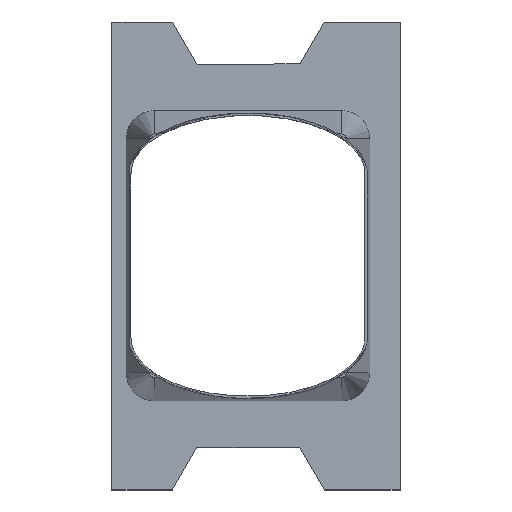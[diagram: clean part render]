
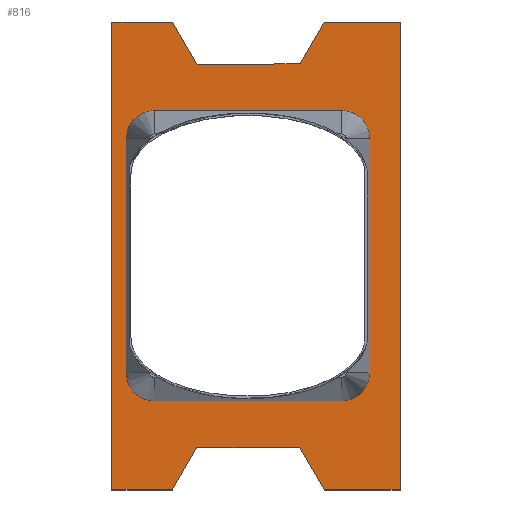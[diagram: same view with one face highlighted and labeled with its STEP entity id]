
A CAD part, top view. The second image highlights one B-rep face of the part: STEP entity #816.
In plain terms, the highlighted planar face has unit normal (0, 0, 1).
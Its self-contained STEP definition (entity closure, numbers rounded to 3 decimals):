
#21=FACE_BOUND('',#145,.T.);
#57=PLANE('',#885);
#99=FACE_OUTER_BOUND('',#144,.T.);
#144=EDGE_LOOP('',(#668,#669,#670,#671,#672,#673,#674,#675,#676,#677,#678,
#679,#680,#681));
#145=EDGE_LOOP('',(#682,#683,#684,#685,#686,#687,#688,#689));
#176=CIRCLE('',#869,1.2);
#177=CIRCLE('',#872,1.2);
#178=CIRCLE('',#880,1.2);
#179=CIRCLE('',#883,1.2);
#180=CIRCLE('',#886,8.5);
#205=LINE('',#1271,#293);
#209=LINE('',#1280,#297);
#218=LINE('',#1397,#306);
#221=LINE('',#1405,#309);
#222=LINE('',#1412,#310);
#223=LINE('',#1416,#311);
#224=LINE('',#1418,#312);
#225=LINE('',#1420,#313);
#226=LINE('',#1422,#314);
#227=LINE('',#1424,#315);
#228=LINE('',#1426,#316);
#229=LINE('',#1428,#317);
#230=LINE('',#1430,#318);
#231=LINE('',#1432,#319);
#232=LINE('',#1434,#320);
#233=LINE('',#1436,#321);
#234=LINE('',#1437,#322);
#293=VECTOR('',#969,10.);
#297=VECTOR('',#979,10.);
#306=VECTOR('',#1004,10.);
#309=VECTOR('',#1013,10.);
#310=VECTOR('',#1022,10.);
#311=VECTOR('',#1025,10.);
#312=VECTOR('',#1026,10.);
#313=VECTOR('',#1027,10.);
#314=VECTOR('',#1028,10.);
#315=VECTOR('',#1029,10.);
#316=VECTOR('',#1030,10.);
#317=VECTOR('',#1031,10.);
#318=VECTOR('',#1032,10.);
#319=VECTOR('',#1033,10.);
#320=VECTOR('',#1034,10.);
#321=VECTOR('',#1035,10.);
#322=VECTOR('',#1036,10.);
#386=VERTEX_POINT('',#1268);
#387=VERTEX_POINT('',#1270);
#388=VERTEX_POINT('',#1274);
#389=VERTEX_POINT('',#1278);
#390=VERTEX_POINT('',#1282);
#395=VERTEX_POINT('',#1395);
#396=VERTEX_POINT('',#1399);
#397=VERTEX_POINT('',#1403);
#398=VERTEX_POINT('',#1410);
#399=VERTEX_POINT('',#1411);
#400=VERTEX_POINT('',#1413);
#401=VERTEX_POINT('',#1415);
#402=VERTEX_POINT('',#1417);
#403=VERTEX_POINT('',#1419);
#404=VERTEX_POINT('',#1421);
#405=VERTEX_POINT('',#1423);
#406=VERTEX_POINT('',#1425);
#407=VERTEX_POINT('',#1427);
#408=VERTEX_POINT('',#1429);
#409=VERTEX_POINT('',#1431);
#410=VERTEX_POINT('',#1433);
#411=VERTEX_POINT('',#1435);
#471=EDGE_CURVE('',#387,#386,#205,.T.);
#474=EDGE_CURVE('',#386,#388,#176,.T.);
#476=EDGE_CURVE('',#388,#389,#209,.T.);
#478=EDGE_CURVE('',#389,#390,#177,.T.);
#492=EDGE_CURVE('',#390,#395,#218,.T.);
#494=EDGE_CURVE('',#395,#396,#178,.T.);
#496=EDGE_CURVE('',#396,#397,#221,.T.);
#497=EDGE_CURVE('',#397,#387,#179,.T.);
#498=EDGE_CURVE('',#398,#399,#222,.T.);
#499=EDGE_CURVE('',#398,#400,#180,.T.);
#500=EDGE_CURVE('',#401,#400,#223,.T.);
#501=EDGE_CURVE('',#402,#401,#224,.T.);
#502=EDGE_CURVE('',#403,#402,#225,.T.);
#503=EDGE_CURVE('',#404,#403,#226,.T.);
#504=EDGE_CURVE('',#405,#404,#227,.T.);
#505=EDGE_CURVE('',#406,#405,#228,.T.);
#506=EDGE_CURVE('',#407,#406,#229,.T.);
#507=EDGE_CURVE('',#408,#407,#230,.T.);
#508=EDGE_CURVE('',#409,#408,#231,.T.);
#509=EDGE_CURVE('',#410,#409,#232,.T.);
#510=EDGE_CURVE('',#411,#410,#233,.T.);
#511=EDGE_CURVE('',#399,#411,#234,.T.);
#668=ORIENTED_EDGE('',*,*,#498,.F.);
#669=ORIENTED_EDGE('',*,*,#499,.T.);
#670=ORIENTED_EDGE('',*,*,#500,.F.);
#671=ORIENTED_EDGE('',*,*,#501,.F.);
#672=ORIENTED_EDGE('',*,*,#502,.F.);
#673=ORIENTED_EDGE('',*,*,#503,.F.);
#674=ORIENTED_EDGE('',*,*,#504,.F.);
#675=ORIENTED_EDGE('',*,*,#505,.F.);
#676=ORIENTED_EDGE('',*,*,#506,.F.);
#677=ORIENTED_EDGE('',*,*,#507,.F.);
#678=ORIENTED_EDGE('',*,*,#508,.F.);
#679=ORIENTED_EDGE('',*,*,#509,.F.);
#680=ORIENTED_EDGE('',*,*,#510,.F.);
#681=ORIENTED_EDGE('',*,*,#511,.F.);
#682=ORIENTED_EDGE('',*,*,#476,.T.);
#683=ORIENTED_EDGE('',*,*,#478,.T.);
#684=ORIENTED_EDGE('',*,*,#492,.T.);
#685=ORIENTED_EDGE('',*,*,#494,.T.);
#686=ORIENTED_EDGE('',*,*,#496,.T.);
#687=ORIENTED_EDGE('',*,*,#497,.T.);
#688=ORIENTED_EDGE('',*,*,#471,.T.);
#689=ORIENTED_EDGE('',*,*,#474,.T.);
#816=ADVANCED_FACE('',(#99,#21),#57,.F.);
#869=AXIS2_PLACEMENT_3D('',#1276,#974,#975);
#872=AXIS2_PLACEMENT_3D('',#1284,#983,#984);
#880=AXIS2_PLACEMENT_3D('',#1401,#1008,#1009);
#883=AXIS2_PLACEMENT_3D('',#1407,#1016,#1017);
#885=AXIS2_PLACEMENT_3D('',#1409,#1020,#1021);
#886=AXIS2_PLACEMENT_3D('',#1414,#1023,#1024);
#969=DIRECTION('',(0.,1.,0.));
#974=DIRECTION('center_axis',(0.,0.,-1.));
#975=DIRECTION('ref_axis',(-1.,0.,0.));
#979=DIRECTION('',(1.,0.,0.));
#983=DIRECTION('center_axis',(0.,0.,-1.));
#984=DIRECTION('ref_axis',(0.,1.,0.));
#1004=DIRECTION('',(0.,-1.,0.));
#1008=DIRECTION('center_axis',(0.,0.,-1.));
#1009=DIRECTION('ref_axis',(1.,0.,0.));
#1013=DIRECTION('',(-1.,0.,0.));
#1016=DIRECTION('center_axis',(0.,0.,-1.));
#1017=DIRECTION('ref_axis',(0.,-1.,0.));
#1020=DIRECTION('center_axis',(0.,0.,-1.));
#1021=DIRECTION('ref_axis',(1.,0.,0.));
#1022=DIRECTION('',(0.,1.,0.));
#1023=DIRECTION('center_axis',(0.,0.,-1.));
#1024=DIRECTION('ref_axis',(1.,0.004,0.));
#1025=DIRECTION('',(0.,1.,0.));
#1026=DIRECTION('',(-1.,0.,0.));
#1027=DIRECTION('',(-0.499,-0.867,0.));
#1028=DIRECTION('',(-1.,-0.002,0.));
#1029=DIRECTION('',(-0.501,0.865,0.));
#1030=DIRECTION('',(-1.,0.,0.));
#1031=DIRECTION('',(0.,-1.,0.));
#1032=DIRECTION('',(1.,0.,0.));
#1033=DIRECTION('',(0.496,0.868,0.));
#1034=DIRECTION('',(1.,0.004,0.));
#1035=DIRECTION('',(0.504,-0.864,0.));
#1036=DIRECTION('',(1.,0.,0.));
#1268=CARTESIAN_POINT('',(-5.2,5.,-29.55));
#1270=CARTESIAN_POINT('',(-5.2,-5.,-29.55));
#1271=CARTESIAN_POINT('',(-5.2,2.498,-29.55));
#1274=CARTESIAN_POINT('',(-4.,6.2,-29.55));
#1276=CARTESIAN_POINT('Origin',(-4.,5.,-29.55));
#1278=CARTESIAN_POINT('',(4.,6.2,-29.55));
#1280=CARTESIAN_POINT('',(2.172,6.2,-29.55));
#1282=CARTESIAN_POINT('',(5.2,5.,-29.55));
#1284=CARTESIAN_POINT('Origin',(4.,5.,-29.55));
#1395=CARTESIAN_POINT('',(5.2,-5.,-29.55));
#1397=CARTESIAN_POINT('',(5.2,-2.502,-29.55));
#1399=CARTESIAN_POINT('',(4.,-6.2,-29.55));
#1401=CARTESIAN_POINT('Origin',(4.,-5.,-29.55));
#1403=CARTESIAN_POINT('',(-4.,-6.2,-29.55));
#1405=CARTESIAN_POINT('',(-1.828,-6.2,-29.55));
#1407=CARTESIAN_POINT('Origin',(-4.,-5.,-29.55));
#1409=CARTESIAN_POINT('Origin',(0.343,-0.004,
-29.55));
#1410=CARTESIAN_POINT('',(-5.814,0.03,-29.55));
#1411=CARTESIAN_POINT('',(-5.814,9.992,-29.55));
#1412=CARTESIAN_POINT('',(-5.814,0.03,-29.55));
#1413=CARTESIAN_POINT('',(-5.814,-0.034,-29.55));
#1414=CARTESIAN_POINT('Origin',(-14.314,-0.002,
-29.55));
#1415=CARTESIAN_POINT('',(-5.814,-10.,-29.55));
#1416=CARTESIAN_POINT('',(-5.814,-10.,-29.55));
#1417=CARTESIAN_POINT('',(-3.231,-10.,-29.55));
#1418=CARTESIAN_POINT('',(-3.231,-10.,-29.55));
#1419=CARTESIAN_POINT('',(-2.193,-8.195,-29.55));
#1420=CARTESIAN_POINT('',(-2.193,-8.195,-29.55));
#1421=CARTESIAN_POINT('',(2.207,-8.188,-29.55));
#1422=CARTESIAN_POINT('',(2.207,-8.188,-29.55));
#1423=CARTESIAN_POINT('',(3.257,-10.,-29.55));
#1424=CARTESIAN_POINT('',(3.257,-10.,-29.55));
#1425=CARTESIAN_POINT('',(6.5,-10.,-29.55));
#1426=CARTESIAN_POINT('',(6.5,-10.,-29.55));
#1427=CARTESIAN_POINT('',(6.5,9.992,-29.55));
#1428=CARTESIAN_POINT('',(6.5,9.992,-29.55));
#1429=CARTESIAN_POINT('',(3.252,9.992,-29.55));
#1430=CARTESIAN_POINT('',(3.252,9.992,-29.55));
#1431=CARTESIAN_POINT('',(2.229,8.202,-29.55));
#1432=CARTESIAN_POINT('',(2.229,8.202,-29.55));
#1433=CARTESIAN_POINT('',(-2.171,8.184,-29.55));
#1434=CARTESIAN_POINT('',(-2.171,8.184,-29.55));
#1435=CARTESIAN_POINT('',(-3.225,9.992,-29.55));
#1436=CARTESIAN_POINT('',(-3.225,9.992,-29.55));
#1437=CARTESIAN_POINT('',(-5.814,9.992,-29.55));
